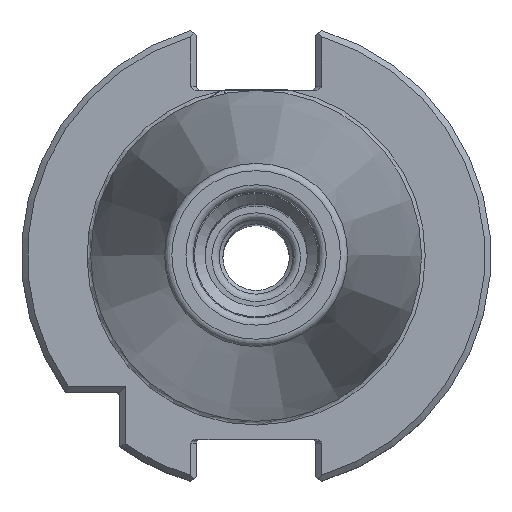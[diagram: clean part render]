
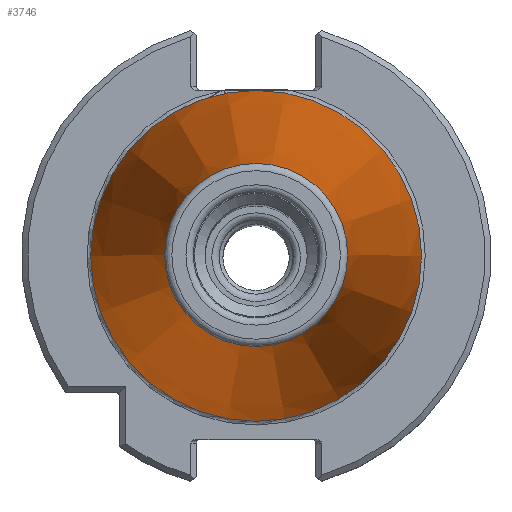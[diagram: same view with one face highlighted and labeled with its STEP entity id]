
A CAD part, top view. The second image highlights one B-rep face of the part: STEP entity #3746.
In plain terms, the highlighted conical face has half-angle 8.297 degrees and reference radius 22.395 mm.
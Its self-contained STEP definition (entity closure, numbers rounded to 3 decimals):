
#622=ORIENTED_EDGE('',*,*,#1181,.F.);
#623=ORIENTED_EDGE('',*,*,#1183,.T.);
#1181=EDGE_CURVE('',#1501,#1501,#1741,.T.);
#1183=EDGE_CURVE('',#1503,#1503,#1743,.T.);
#1501=VERTEX_POINT('',#5229);
#1503=VERTEX_POINT('',#5235);
#1741=CIRCLE('',#4009,12.397);
#1743=CIRCLE('',#4013,22.395);
#1957=EDGE_LOOP('',(#622));
#1958=EDGE_LOOP('',(#623));
#2237=FACE_BOUND('',#1957,.T.);
#2238=FACE_BOUND('',#1958,.T.);
#2388=CONICAL_SURFACE('',#4012,22.395,0.145);
#3746=ADVANCED_FACE('',(#2237,#2238),#2388,.T.);
#4009=AXIS2_PLACEMENT_3D('',#5228,#4514,#4515);
#4012=AXIS2_PLACEMENT_3D('',#5233,#4520,#4521);
#4013=AXIS2_PLACEMENT_3D('',#5234,#4522,#4523);
#4514=DIRECTION('',(0.,0.,1.));
#4515=DIRECTION('',(1.,0.,0.));
#4520=DIRECTION('',(0.,0.,-1.));
#4521=DIRECTION('',(-1.,0.,0.));
#4522=DIRECTION('',(0.,0.,1.));
#4523=DIRECTION('',(1.,0.,0.));
#5228=CARTESIAN_POINT('',(0.,0.,67.394));
#5229=CARTESIAN_POINT('',(12.397,0.,67.394));
#5233=CARTESIAN_POINT('',(0.,0.,-1.163));
#5234=CARTESIAN_POINT('',(0.,0.,-1.163));
#5235=CARTESIAN_POINT('',(22.395,0.,-1.163));
